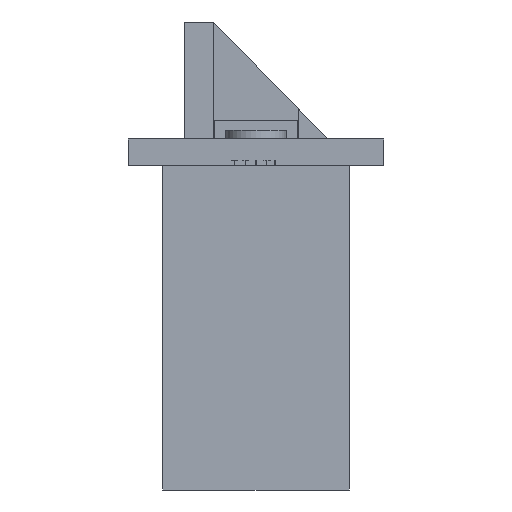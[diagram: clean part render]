
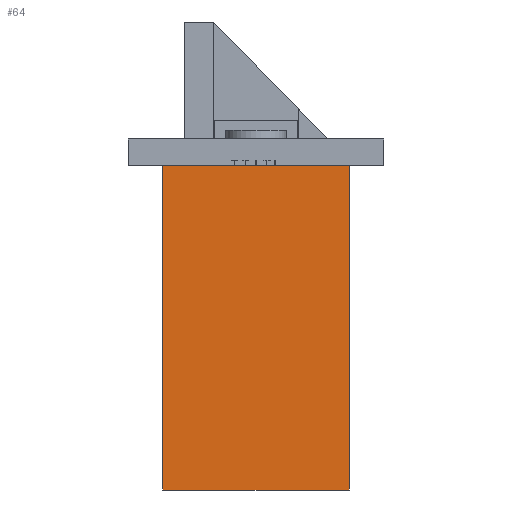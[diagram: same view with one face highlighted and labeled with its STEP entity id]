
A CAD part, front view. The second image highlights one B-rep face of the part: STEP entity #64.
In plain terms, the highlighted planar face has unit normal (0, -1, 0).
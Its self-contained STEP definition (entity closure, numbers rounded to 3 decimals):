
#64 = ADVANCED_FACE ( 'NONE', ( #13223 ), #4990, .F. ) ;
#395 = CARTESIAN_POINT ( 'NONE',  ( -8.75, 27.9, -30.5 ) ) ;
#1174 = DIRECTION ( 'NONE',  ( 0., 0., 1. ) ) ;
#2789 = EDGE_CURVE ( 'NONE', #8390, #19003, #21224, .T. ) ;
#3047 = VERTEX_POINT ( 'NONE', #7395 ) ;
#3826 = CARTESIAN_POINT ( 'NONE',  ( 8.75, 27.9, 0. ) ) ;
#4688 = CARTESIAN_POINT ( 'NONE',  ( -8.75, 27.9, -30.5 ) ) ;
#4743 = DIRECTION ( 'NONE',  ( -1., 0., 0. ) ) ;
#4990 = PLANE ( 'NONE',  #10174 ) ;
#5699 = ORIENTED_EDGE ( 'NONE', *, *, #22582, .F. ) ;
#5995 = CARTESIAN_POINT ( 'NONE',  ( -8.75, 27.9, 0. ) ) ;
#6075 = VECTOR ( 'NONE', #1174, 1000. ) ;
#6744 = VECTOR ( 'NONE', #4743, 1000. ) ;
#7241 = DIRECTION ( 'NONE',  ( 0., 0., 1. ) ) ;
#7395 = CARTESIAN_POINT ( 'NONE',  ( -8.75, 27.9, 0. ) ) ;
#8227 = DIRECTION ( 'NONE',  ( -1., 0., 0. ) ) ;
#8301 = CARTESIAN_POINT ( 'NONE',  ( -8.75, 27.9, -30.5 ) ) ;
#8390 = VERTEX_POINT ( 'NONE', #9458 ) ;
#9073 = EDGE_CURVE ( 'NONE', #19003, #3047, #20480, .T. ) ;
#9458 = CARTESIAN_POINT ( 'NONE',  ( 8.75, 27.9, -30.5 ) ) ;
#9923 = ORIENTED_EDGE ( 'NONE', *, *, #18133, .F. ) ;
#9981 = DIRECTION ( 'NONE',  ( 0., 1., 0. ) ) ;
#10174 = AXIS2_PLACEMENT_3D ( 'NONE', #18975, #9981, #8227 ) ;
#10549 = VECTOR ( 'NONE', #18884, 1000. ) ;
#11314 = VECTOR ( 'NONE', #7241, 1000. ) ;
#12111 = ORIENTED_EDGE ( 'NONE', *, *, #2789, .T. ) ;
#13189 = LINE ( 'NONE', #8301, #6075 ) ;
#13223 = FACE_OUTER_BOUND ( 'NONE', #14488, .T. ) ;
#14488 = EDGE_LOOP ( 'NONE', ( #21786, #9923, #5699, #12111 ) ) ;
#18042 = VERTEX_POINT ( 'NONE', #395 ) ;
#18133 = EDGE_CURVE ( 'NONE', #18042, #3047, #13189, .T. ) ;
#18884 = DIRECTION ( 'NONE',  ( -1., 0., 0. ) ) ;
#18975 = CARTESIAN_POINT ( 'NONE',  ( -8.75, 27.9, -30.5 ) ) ;
#19003 = VERTEX_POINT ( 'NONE', #3826 ) ;
#19934 = LINE ( 'NONE', #4688, #10549 ) ;
#20480 = LINE ( 'NONE', #5995, #6744 ) ;
#21087 = CARTESIAN_POINT ( 'NONE',  ( 8.75, 27.9, -30.5 ) ) ;
#21224 = LINE ( 'NONE', #21087, #11314 ) ;
#21786 = ORIENTED_EDGE ( 'NONE', *, *, #9073, .T. ) ;
#22582 = EDGE_CURVE ( 'NONE', #8390, #18042, #19934, .T. ) ;
